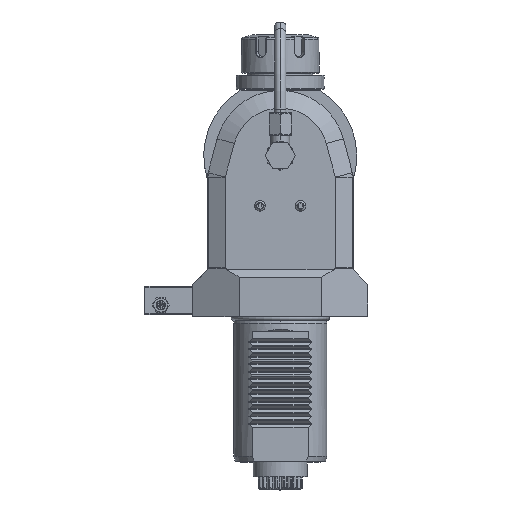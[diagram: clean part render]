
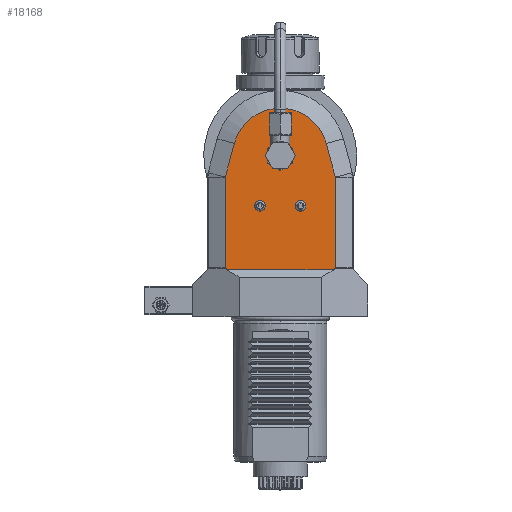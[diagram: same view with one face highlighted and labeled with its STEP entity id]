
A CAD part, top view. The second image highlights one B-rep face of the part: STEP entity #18168.
In plain terms, the highlighted planar face has unit normal (0, 0, 1).
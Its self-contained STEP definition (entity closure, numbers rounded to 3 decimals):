
#657=DIRECTION('',(0.,-1.,0.));
#658=VECTOR('',#657,0.714);
#659=CARTESIAN_POINT('',(-28.928,-60.286,40.));
#660=LINE('',#659,#658);
#685=DIRECTION('',(0.,-1.,0.));
#686=VECTOR('',#685,0.714);
#687=CARTESIAN_POINT('',(28.928,-60.286,40.));
#688=LINE('',#687,#686);
#928=DIRECTION('',(-1.,0.,0.));
#929=VECTOR('',#928,57.856);
#930=CARTESIAN_POINT('',(28.928,-61.,40.));
#931=LINE('',#930,#929);
#932=DIRECTION('',(0.894,-0.447,0.));
#933=VECTOR('',#932,0.639);
#934=CARTESIAN_POINT('',(-29.5,-60.,40.));
#935=LINE('',#934,#933);
#936=DIRECTION('',(0.,-1.,0.));
#937=VECTOR('',#936,48.363);
#938=CARTESIAN_POINT('',(-29.5,-11.637,40.));
#939=LINE('',#938,#937);
#940=CARTESIAN_POINT('',(-29.,-11.637,40.));
#941=DIRECTION('',(0.,0.,1.));
#942=DIRECTION('',(-0.966,0.259,0.));
#943=AXIS2_PLACEMENT_3D('',#940,#941,#942);
#945=DIRECTION('',(-0.259,-0.966,0.));
#946=VECTOR('',#945,18.746);
#947=CARTESIAN_POINT('',(-24.631,6.6,40.));
#948=LINE('',#947,#946);
#949=CARTESIAN_POINT('',(0.,0.,40.));
#950=DIRECTION('',(0.,0.,1.));
#951=DIRECTION('',(0.966,0.259,0.));
#952=AXIS2_PLACEMENT_3D('',#949,#950,#951);
#954=DIRECTION('',(-0.259,0.966,0.));
#955=VECTOR('',#954,18.746);
#956=CARTESIAN_POINT('',(29.483,-11.507,40.));
#957=LINE('',#956,#955);
#958=CARTESIAN_POINT('',(29.,-11.637,40.));
#959=DIRECTION('',(0.,0.,1.));
#960=DIRECTION('',(1.,0.,0.));
#961=AXIS2_PLACEMENT_3D('',#958,#959,#960);
#963=DIRECTION('',(0.,1.,0.));
#964=VECTOR('',#963,48.363);
#965=CARTESIAN_POINT('',(29.5,-60.,40.));
#966=LINE('',#965,#964);
#967=DIRECTION('',(0.894,0.447,0.));
#968=VECTOR('',#967,0.639);
#969=CARTESIAN_POINT('',(28.928,-60.286,40.));
#970=LINE('',#969,#968);
#971=CARTESIAN_POINT('',(0.,0.,40.));
#972=DIRECTION('',(0.,0.,1.));
#973=DIRECTION('',(1.,0.,0.));
#974=AXIS2_PLACEMENT_3D('',#971,#972,#973);
#976=CARTESIAN_POINT('',(0.,0.,40.));
#977=DIRECTION('',(0.,0.,1.));
#978=DIRECTION('',(-1.,0.,0.));
#979=AXIS2_PLACEMENT_3D('',#976,#977,#978);
#981=CARTESIAN_POINT('',(10.864,-26.888,40.));
#982=DIRECTION('',(0.,0.,1.));
#983=DIRECTION('',(-1.,0.,0.));
#984=AXIS2_PLACEMENT_3D('',#981,#982,#983);
#986=CARTESIAN_POINT('',(10.864,-26.888,40.));
#987=DIRECTION('',(0.,0.,1.));
#988=DIRECTION('',(1.,0.,0.));
#989=AXIS2_PLACEMENT_3D('',#986,#987,#988);
#991=CARTESIAN_POINT('',(-10.864,-26.888,40.));
#992=DIRECTION('',(0.,0.,1.));
#993=DIRECTION('',(-1.,0.,0.));
#994=AXIS2_PLACEMENT_3D('',#991,#992,#993);
#996=CARTESIAN_POINT('',(-10.864,-26.888,40.));
#997=DIRECTION('',(0.,0.,1.));
#998=DIRECTION('',(1.,0.,0.));
#999=AXIS2_PLACEMENT_3D('',#996,#997,#998);
#15666=CARTESIAN_POINT('',(24.631,6.6,40.));
#15667=CARTESIAN_POINT('',(-24.631,6.6,40.));
#15668=VERTEX_POINT('',#15666);
#15669=VERTEX_POINT('',#15667);
#15682=CARTESIAN_POINT('',(-29.483,-11.507,40.));
#15683=VERTEX_POINT('',#15682);
#15684=CARTESIAN_POINT('',(29.483,-11.507,40.));
#15685=VERTEX_POINT('',#15684);
#15686=CARTESIAN_POINT('',(-29.5,-11.637,40.));
#15687=VERTEX_POINT('',#15686);
#15688=CARTESIAN_POINT('',(29.5,-11.637,40.));
#15689=VERTEX_POINT('',#15688);
#15707=CARTESIAN_POINT('',(29.5,-60.,40.));
#15709=VERTEX_POINT('',#15707);
#15710=CARTESIAN_POINT('',(-29.5,-60.,40.));
#15712=VERTEX_POINT('',#15710);
#16024=CARTESIAN_POINT('',(-13.714,-26.888,40.));
#16025=CARTESIAN_POINT('',(-8.014,-26.888,40.));
#16026=VERTEX_POINT('',#16024);
#16027=VERTEX_POINT('',#16025);
#16060=CARTESIAN_POINT('',(8.014,-26.888,40.));
#16061=CARTESIAN_POINT('',(13.714,-26.888,40.));
#16062=VERTEX_POINT('',#16060);
#16063=VERTEX_POINT('',#16061);
#16904=CARTESIAN_POINT('',(6.5,0.,40.));
#16905=CARTESIAN_POINT('',(-6.5,0.,40.));
#16906=VERTEX_POINT('',#16904);
#16907=VERTEX_POINT('',#16905);
#17211=CARTESIAN_POINT('',(28.928,-60.286,40.));
#17212=VERTEX_POINT('',#17211);
#17213=CARTESIAN_POINT('',(-28.928,-60.286,40.));
#17214=VERTEX_POINT('',#17213);
#17397=CARTESIAN_POINT('',(-28.928,-61.,40.));
#17398=VERTEX_POINT('',#17397);
#17399=CARTESIAN_POINT('',(28.928,-61.,40.));
#17400=VERTEX_POINT('',#17399);
#18124=CARTESIAN_POINT('',(0.,0.,40.));
#18125=DIRECTION('',(0.,0.,1.));
#18126=DIRECTION('',(1.,0.,0.));
#18127=AXIS2_PLACEMENT_3D('',#18124,#18125,#18126);
#18128=PLANE('',#18127);
#18130=ORIENTED_EDGE('',*,*,#18129,.T.);
#18131=ORIENTED_EDGE('',*,*,#17741,.F.);
#18133=ORIENTED_EDGE('',*,*,#18132,.F.);
#18135=ORIENTED_EDGE('',*,*,#18134,.F.);
#18136=ORIENTED_EDGE('',*,*,#18116,.F.);
#18137=ORIENTED_EDGE('',*,*,#18077,.F.);
#18138=ORIENTED_EDGE('',*,*,#18060,.F.);
#18140=ORIENTED_EDGE('',*,*,#18139,.F.);
#18142=ORIENTED_EDGE('',*,*,#18141,.F.);
#18144=ORIENTED_EDGE('',*,*,#18143,.F.);
#18146=ORIENTED_EDGE('',*,*,#18145,.F.);
#18147=ORIENTED_EDGE('',*,*,#17775,.T.);
#18148=EDGE_LOOP('',(#18130,#18131,#18133,#18135,#18136,#18137,#18138,#18140,
#18142,#18144,#18146,#18147));
#18149=FACE_OUTER_BOUND('',#18148,.F.);
#18151=ORIENTED_EDGE('',*,*,#18150,.T.);
#18153=ORIENTED_EDGE('',*,*,#18152,.T.);
#18154=EDGE_LOOP('',(#18151,#18153));
#18155=FACE_BOUND('',#18154,.F.);
#18157=ORIENTED_EDGE('',*,*,#18156,.T.);
#18159=ORIENTED_EDGE('',*,*,#18158,.T.);
#18160=EDGE_LOOP('',(#18157,#18159));
#18161=FACE_BOUND('',#18160,.F.);
#18163=ORIENTED_EDGE('',*,*,#18162,.T.);
#18165=ORIENTED_EDGE('',*,*,#18164,.T.);
#18166=EDGE_LOOP('',(#18163,#18165));
#18167=FACE_BOUND('',#18166,.F.);
#944=CIRCLE('',#943,0.5);
#953=CIRCLE('',#952,25.5);
#962=CIRCLE('',#961,0.5);
#975=CIRCLE('',#974,6.5);
#980=CIRCLE('',#979,6.5);
#985=CIRCLE('',#984,2.85);
#990=CIRCLE('',#989,2.85);
#995=CIRCLE('',#994,2.85);
#1000=CIRCLE('',#999,2.85);
#17741=EDGE_CURVE('',#17214,#17398,#660,.T.);
#17775=EDGE_CURVE('',#17212,#17400,#688,.T.);
#18060=EDGE_CURVE('',#15668,#15669,#953,.T.);
#18077=EDGE_CURVE('',#15669,#15683,#948,.T.);
#18116=EDGE_CURVE('',#15683,#15687,#944,.T.);
#18129=EDGE_CURVE('',#17400,#17398,#931,.T.);
#18132=EDGE_CURVE('',#15712,#17214,#935,.T.);
#18134=EDGE_CURVE('',#15687,#15712,#939,.T.);
#18139=EDGE_CURVE('',#15685,#15668,#957,.T.);
#18141=EDGE_CURVE('',#15689,#15685,#962,.T.);
#18143=EDGE_CURVE('',#15709,#15689,#966,.T.);
#18145=EDGE_CURVE('',#17212,#15709,#970,.T.);
#18150=EDGE_CURVE('',#16906,#16907,#975,.T.);
#18152=EDGE_CURVE('',#16907,#16906,#980,.T.);
#18156=EDGE_CURVE('',#16062,#16063,#985,.T.);
#18158=EDGE_CURVE('',#16063,#16062,#990,.T.);
#18162=EDGE_CURVE('',#16026,#16027,#995,.T.);
#18164=EDGE_CURVE('',#16027,#16026,#1000,.T.);
#18168=ADVANCED_FACE('',(#18149,#18155,#18161,#18167),#18128,.T.);
